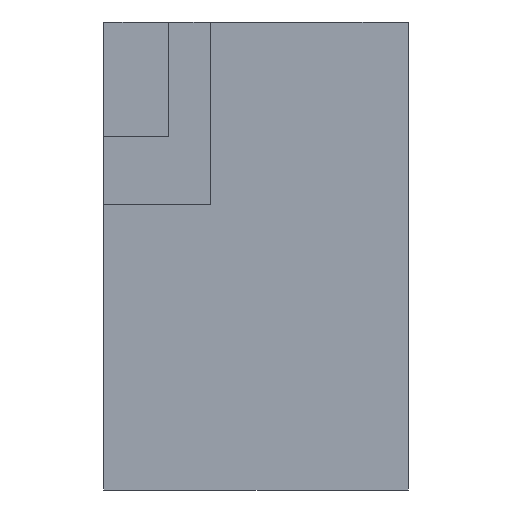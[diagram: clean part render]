
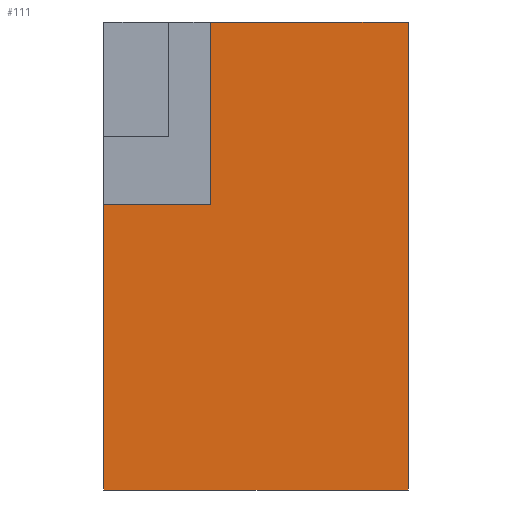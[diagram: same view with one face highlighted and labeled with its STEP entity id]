
A CAD part, front view. The second image highlights one B-rep face of the part: STEP entity #111.
In plain terms, the highlighted planar face has unit normal (0, -1, 0).
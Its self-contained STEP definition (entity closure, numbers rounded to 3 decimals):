
#111=ADVANCED_FACE('',(#3030),#3032,.F.);
#3030=FACE_BOUND('',#3031,.T.);
#3031=EDGE_LOOP('',(#7555,#7556,#7557,#7558,#7559,#7560));
#3032=PLANE('',#3033);
#3033=AXIS2_PLACEMENT_3D('',#3034,#3035,#3036);
#3034=CARTESIAN_POINT('',(-2.,-5.,6.15));
#3035=DIRECTION('',(0.,1.,0.));
#3036=DIRECTION('',(0.,-0.,1.));
#7555=ORIENTED_EDGE('',*,*,#9016,.F.);
#7556=ORIENTED_EDGE('',*,*,#9259,.F.);
#7557=ORIENTED_EDGE('',*,*,#9260,.T.);
#7558=ORIENTED_EDGE('',*,*,#9256,.T.);
#7559=ORIENTED_EDGE('',*,*,#9261,.T.);
#7560=ORIENTED_EDGE('',*,*,#9024,.F.);
#9016=EDGE_CURVE('',#9873,#9875,#9876,.T.);
#9024=EDGE_CURVE('',#9875,#9890,#9891,.T.);
#9256=EDGE_CURVE('',#10352,#10350,#10353,.T.);
#9259=EDGE_CURVE('',#10357,#9873,#10358,.T.);
#9260=EDGE_CURVE('',#10357,#10352,#10359,.T.);
#9261=EDGE_CURVE('',#10350,#9890,#10360,.T.);
#9873=VERTEX_POINT('',#11301);
#9875=VERTEX_POINT('',#11305);
#9876=LINE('',#11306,#11307);
#9890=VERTEX_POINT('',#11336);
#9891=LINE('',#11337,#11338);
#10350=VERTEX_POINT('',#14246);
#10352=VERTEX_POINT('',#14250);
#10353=LINE('',#14251,#14252);
#10357=VERTEX_POINT('',#14261);
#10358=LINE('',#14262,#14263);
#10359=LINE('',#14265,#14266);
#10360=LINE('',#14268,#14269);
#11301=CARTESIAN_POINT('',(-0.6,-5.,6.15));
#11305=CARTESIAN_POINT('',(2.,-5.,6.15));
#11306=CARTESIAN_POINT('',(-0.6,-5.,6.15));
#11307=VECTOR('',#11308,1.);
#11308=DIRECTION('',(1.,0.,0.));
#11336=CARTESIAN_POINT('',(2.,-5.,0.));
#11337=CARTESIAN_POINT('',(2.,-5.,6.15));
#11338=VECTOR('',#11339,1.);
#11339=DIRECTION('',(0.,0.,-1.));
#14246=CARTESIAN_POINT('',(-2.,-5.,0.));
#14250=CARTESIAN_POINT('',(-2.,-5.,3.75));
#14251=CARTESIAN_POINT('',(-2.,-5.,3.75));
#14252=VECTOR('',#14253,1.);
#14253=DIRECTION('',(0.,0.,-1.));
#14261=CARTESIAN_POINT('',(-0.6,-5.,3.75));
#14262=CARTESIAN_POINT('',(-0.6,-5.,3.75));
#14263=VECTOR('',#14264,1.);
#14264=DIRECTION('',(0.,0.,1.));
#14265=CARTESIAN_POINT('',(-0.6,-5.,3.75));
#14266=VECTOR('',#14267,1.);
#14267=DIRECTION('',(-1.,0.,0.));
#14268=CARTESIAN_POINT('',(-2.,-5.,0.));
#14269=VECTOR('',#14270,1.);
#14270=DIRECTION('',(1.,0.,0.));
